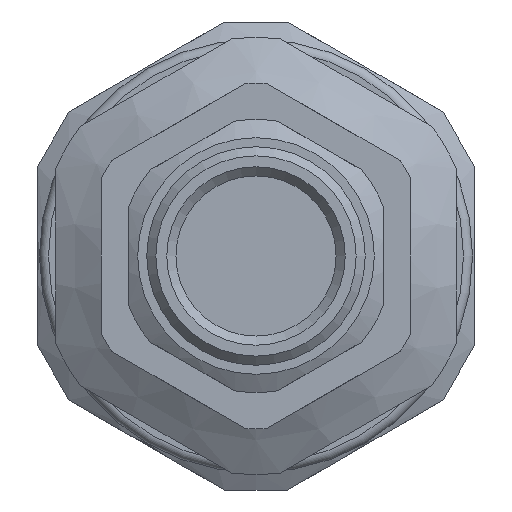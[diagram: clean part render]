
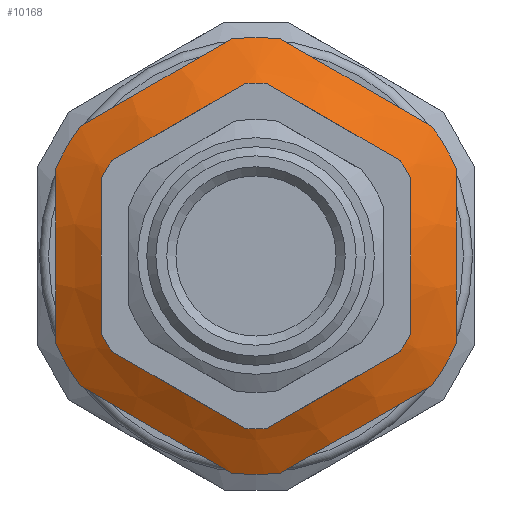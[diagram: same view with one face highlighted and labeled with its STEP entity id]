
A CAD part, left-side view. The second image highlights one B-rep face of the part: STEP entity #10168.
In plain terms, the highlighted conical face has half-angle 60 degrees and reference radius 10.125 mm.
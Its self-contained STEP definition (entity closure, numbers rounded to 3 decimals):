
#786=CONICAL_SURFACE('',#10703,10.125,1.047);
#823=(
BOUNDED_CURVE()
B_SPLINE_CURVE(2,(#22923,#22924,#22925),.UNSPECIFIED.,.F.,.F.)
B_SPLINE_CURVE_WITH_KNOTS((3,3),(0.,0.966),.UNSPECIFIED.)
CURVE()
GEOMETRIC_REPRESENTATION_ITEM()
RATIONAL_B_SPLINE_CURVE((1.,1.091,1.))
REPRESENTATION_ITEM('')
);
#825=(
BOUNDED_CURVE()
B_SPLINE_CURVE(2,(#22936,#22937,#22938),.UNSPECIFIED.,.F.,.F.)
B_SPLINE_CURVE_WITH_KNOTS((3,3),(0.,0.966),.UNSPECIFIED.)
CURVE()
GEOMETRIC_REPRESENTATION_ITEM()
RATIONAL_B_SPLINE_CURVE((1.,1.091,1.))
REPRESENTATION_ITEM('')
);
#827=(
BOUNDED_CURVE()
B_SPLINE_CURVE(2,(#22949,#22950,#22951),.UNSPECIFIED.,.F.,.F.)
B_SPLINE_CURVE_WITH_KNOTS((3,3),(0.,0.966),.UNSPECIFIED.)
CURVE()
GEOMETRIC_REPRESENTATION_ITEM()
RATIONAL_B_SPLINE_CURVE((1.,1.091,1.))
REPRESENTATION_ITEM('')
);
#829=(
BOUNDED_CURVE()
B_SPLINE_CURVE(2,(#22962,#22963,#22964),.UNSPECIFIED.,.F.,.F.)
B_SPLINE_CURVE_WITH_KNOTS((3,3),(0.,0.966),.UNSPECIFIED.)
CURVE()
GEOMETRIC_REPRESENTATION_ITEM()
RATIONAL_B_SPLINE_CURVE((1.,1.091,1.))
REPRESENTATION_ITEM('')
);
#831=(
BOUNDED_CURVE()
B_SPLINE_CURVE(2,(#22975,#22976,#22977),.UNSPECIFIED.,.F.,.F.)
B_SPLINE_CURVE_WITH_KNOTS((3,3),(0.,0.966),.UNSPECIFIED.)
CURVE()
GEOMETRIC_REPRESENTATION_ITEM()
RATIONAL_B_SPLINE_CURVE((1.,1.091,1.))
REPRESENTATION_ITEM('')
);
#833=(
BOUNDED_CURVE()
B_SPLINE_CURVE(2,(#22988,#22989,#22990),.UNSPECIFIED.,.F.,.F.)
B_SPLINE_CURVE_WITH_KNOTS((3,3),(0.,0.966),.UNSPECIFIED.)
CURVE()
GEOMETRIC_REPRESENTATION_ITEM()
RATIONAL_B_SPLINE_CURVE((1.,1.091,1.))
REPRESENTATION_ITEM('')
);
#1407=LINE('',#23026,#1999);
#1999=VECTOR('',#12299,10.125);
#2683=FACE_OUTER_BOUND('',#3284,.T.);
#3284=EDGE_LOOP('',(#8664,#8665,#8666,#8667,#8668,#8669,#8670,#8671,#8672,
#8673,#8674,#8675,#8676,#8677,#8678,#8679,#8680));
#3542=CIRCLE('',#10658,8.25);
#3543=CIRCLE('',#10659,8.25);
#3555=CIRCLE('',#10693,12.);
#3556=CIRCLE('',#10694,12.);
#3557=CIRCLE('',#10696,12.);
#3558=CIRCLE('',#10698,12.);
#3559=CIRCLE('',#10700,12.);
#3560=CIRCLE('',#10702,12.);
#3561=CIRCLE('',#10704,12.);
#4479=VERTEX_POINT('',#22897);
#4480=VERTEX_POINT('',#22898);
#4483=VERTEX_POINT('',#22921);
#4484=VERTEX_POINT('',#22922);
#4487=VERTEX_POINT('',#22934);
#4488=VERTEX_POINT('',#22935);
#4491=VERTEX_POINT('',#22947);
#4492=VERTEX_POINT('',#22948);
#4495=VERTEX_POINT('',#22960);
#4496=VERTEX_POINT('',#22961);
#4499=VERTEX_POINT('',#22973);
#4500=VERTEX_POINT('',#22974);
#4503=VERTEX_POINT('',#22986);
#4504=VERTEX_POINT('',#22987);
#4510=VERTEX_POINT('',#23013);
#5874=EDGE_CURVE('',#4479,#4480,#3542,.T.);
#5875=EDGE_CURVE('',#4480,#4479,#3543,.T.);
#5879=EDGE_CURVE('',#4483,#4484,#823,.T.);
#5883=EDGE_CURVE('',#4487,#4488,#825,.T.);
#5887=EDGE_CURVE('',#4491,#4492,#827,.T.);
#5891=EDGE_CURVE('',#4495,#4496,#829,.T.);
#5895=EDGE_CURVE('',#4499,#4500,#831,.T.);
#5899=EDGE_CURVE('',#4503,#4504,#833,.T.);
#5913=EDGE_CURVE('',#4483,#4510,#3555,.T.);
#5914=EDGE_CURVE('',#4510,#4504,#3556,.T.);
#5915=EDGE_CURVE('',#4503,#4500,#3557,.T.);
#5916=EDGE_CURVE('',#4499,#4496,#3558,.T.);
#5917=EDGE_CURVE('',#4495,#4492,#3559,.T.);
#5918=EDGE_CURVE('',#4491,#4488,#3560,.T.);
#5919=EDGE_CURVE('',#4487,#4484,#3561,.T.);
#5920=EDGE_CURVE('',#4510,#4480,#1407,.T.);
#8664=ORIENTED_EDGE('',*,*,#5879,.T.);
#8665=ORIENTED_EDGE('',*,*,#5919,.F.);
#8666=ORIENTED_EDGE('',*,*,#5883,.T.);
#8667=ORIENTED_EDGE('',*,*,#5918,.F.);
#8668=ORIENTED_EDGE('',*,*,#5887,.T.);
#8669=ORIENTED_EDGE('',*,*,#5917,.F.);
#8670=ORIENTED_EDGE('',*,*,#5891,.T.);
#8671=ORIENTED_EDGE('',*,*,#5916,.F.);
#8672=ORIENTED_EDGE('',*,*,#5895,.T.);
#8673=ORIENTED_EDGE('',*,*,#5915,.F.);
#8674=ORIENTED_EDGE('',*,*,#5899,.T.);
#8675=ORIENTED_EDGE('',*,*,#5914,.F.);
#8676=ORIENTED_EDGE('',*,*,#5920,.T.);
#8677=ORIENTED_EDGE('',*,*,#5875,.T.);
#8678=ORIENTED_EDGE('',*,*,#5874,.T.);
#8679=ORIENTED_EDGE('',*,*,#5920,.F.);
#8680=ORIENTED_EDGE('',*,*,#5913,.F.);
#10168=ADVANCED_FACE('',(#2683),#786,.T.);
#10658=AXIS2_PLACEMENT_3D('',#22899,#12191,#12192);
#10659=AXIS2_PLACEMENT_3D('',#22900,#12193,#12194);
#10693=AXIS2_PLACEMENT_3D('',#23014,#12275,#12276);
#10694=AXIS2_PLACEMENT_3D('',#23015,#12277,#12278);
#10696=AXIS2_PLACEMENT_3D('',#23017,#12281,#12282);
#10698=AXIS2_PLACEMENT_3D('',#23019,#12285,#12286);
#10700=AXIS2_PLACEMENT_3D('',#23021,#12289,#12290);
#10702=AXIS2_PLACEMENT_3D('',#23023,#12293,#12294);
#10703=AXIS2_PLACEMENT_3D('',#23024,#12295,#12296);
#10704=AXIS2_PLACEMENT_3D('',#23025,#12297,#12298);
#12191=DIRECTION('center_axis',(1.,0.,0.));
#12192=DIRECTION('ref_axis',(0.,-0.5,-0.866));
#12193=DIRECTION('center_axis',(1.,0.,0.));
#12194=DIRECTION('ref_axis',(0.,-0.5,-0.866));
#12275=DIRECTION('center_axis',(1.,0.,0.));
#12276=DIRECTION('ref_axis',(0.,-0.5,-0.866));
#12277=DIRECTION('center_axis',(1.,0.,0.));
#12278=DIRECTION('ref_axis',(0.,-0.5,-0.866));
#12281=DIRECTION('center_axis',(1.,0.,0.));
#12282=DIRECTION('ref_axis',(0.,-0.5,-0.866));
#12285=DIRECTION('center_axis',(1.,0.,0.));
#12286=DIRECTION('ref_axis',(0.,-0.5,-0.866));
#12289=DIRECTION('center_axis',(1.,0.,0.));
#12290=DIRECTION('ref_axis',(0.,-0.5,-0.866));
#12293=DIRECTION('center_axis',(1.,0.,0.));
#12294=DIRECTION('ref_axis',(0.,-0.5,-0.866));
#12295=DIRECTION('center_axis',(1.,0.,0.));
#12296=DIRECTION('ref_axis',(0.,0.866,-0.5));
#12297=DIRECTION('center_axis',(1.,0.,0.));
#12298=DIRECTION('ref_axis',(0.,-0.5,-0.866));
#12299=DIRECTION('',(-0.5,0.75,-0.433));
#22897=CARTESIAN_POINT('',(14.812,9.303,-4.125));
#22898=CARTESIAN_POINT('',(14.812,-4.986,4.125));
#22899=CARTESIAN_POINT('Origin',(14.812,2.158,0.));
#22900=CARTESIAN_POINT('Origin',(14.812,2.158,0.));
#22921=CARTESIAN_POINT('',(16.977,-7.495,7.128));
#22922=CARTESIAN_POINT('',(16.977,0.812,11.924));
#22923=CARTESIAN_POINT('Ctrl Pts',(16.977,-7.495,7.128));
#22924=CARTESIAN_POINT('Ctrl Pts',(15.87,-3.342,9.526));
#22925=CARTESIAN_POINT('Ctrl Pts',(16.977,0.812,11.924));
#22934=CARTESIAN_POINT('',(16.977,3.505,11.924));
#22935=CARTESIAN_POINT('',(16.977,11.812,7.128));
#22936=CARTESIAN_POINT('Ctrl Pts',(16.977,3.505,11.924));
#22937=CARTESIAN_POINT('Ctrl Pts',(15.87,7.658,9.526));
#22938=CARTESIAN_POINT('Ctrl Pts',(16.977,11.812,7.128));
#22947=CARTESIAN_POINT('',(16.977,13.158,4.796));
#22948=CARTESIAN_POINT('',(16.977,13.158,-4.796));
#22949=CARTESIAN_POINT('Ctrl Pts',(16.977,13.158,4.796));
#22950=CARTESIAN_POINT('Ctrl Pts',(15.87,13.158,0.));
#22951=CARTESIAN_POINT('Ctrl Pts',(16.977,13.158,-4.796));
#22960=CARTESIAN_POINT('',(16.977,11.812,-7.128));
#22961=CARTESIAN_POINT('',(16.977,3.505,-11.924));
#22962=CARTESIAN_POINT('Ctrl Pts',(16.977,11.812,-7.128));
#22963=CARTESIAN_POINT('Ctrl Pts',(15.87,7.658,-9.526));
#22964=CARTESIAN_POINT('Ctrl Pts',(16.977,3.505,-11.924));
#22973=CARTESIAN_POINT('',(16.977,0.812,-11.924));
#22974=CARTESIAN_POINT('',(16.977,-7.495,-7.128));
#22975=CARTESIAN_POINT('Ctrl Pts',(16.977,0.812,-11.924));
#22976=CARTESIAN_POINT('Ctrl Pts',(15.87,-3.342,-9.526));
#22977=CARTESIAN_POINT('Ctrl Pts',(16.977,-7.495,-7.128));
#22986=CARTESIAN_POINT('',(16.977,-8.842,-4.796));
#22987=CARTESIAN_POINT('',(16.977,-8.842,4.796));
#22988=CARTESIAN_POINT('Ctrl Pts',(16.977,-8.842,-4.796));
#22989=CARTESIAN_POINT('Ctrl Pts',(15.87,-8.842,0.));
#22990=CARTESIAN_POINT('Ctrl Pts',(16.977,-8.842,4.796));
#23013=CARTESIAN_POINT('',(16.977,-8.234,6.));
#23014=CARTESIAN_POINT('Origin',(16.977,2.158,0.));
#23015=CARTESIAN_POINT('Origin',(16.977,2.158,0.));
#23017=CARTESIAN_POINT('Origin',(16.977,2.158,0.));
#23019=CARTESIAN_POINT('Origin',(16.977,2.158,0.));
#23021=CARTESIAN_POINT('Origin',(16.977,2.158,0.));
#23023=CARTESIAN_POINT('Origin',(16.977,2.158,0.));
#23024=CARTESIAN_POINT('Origin',(15.894,2.158,0.));
#23025=CARTESIAN_POINT('Origin',(16.977,2.158,0.));
#23026=CARTESIAN_POINT('',(15.894,-6.61,5.062));
